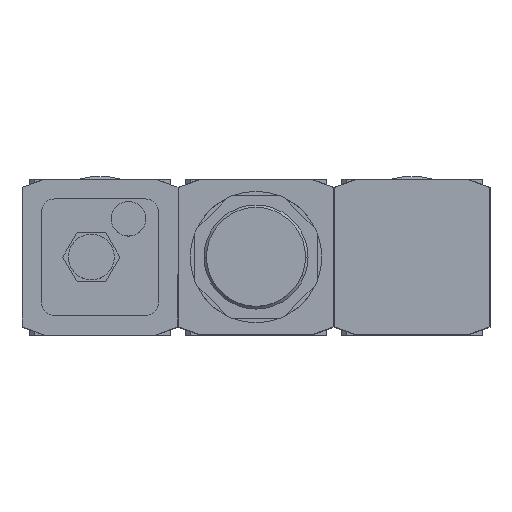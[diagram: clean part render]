
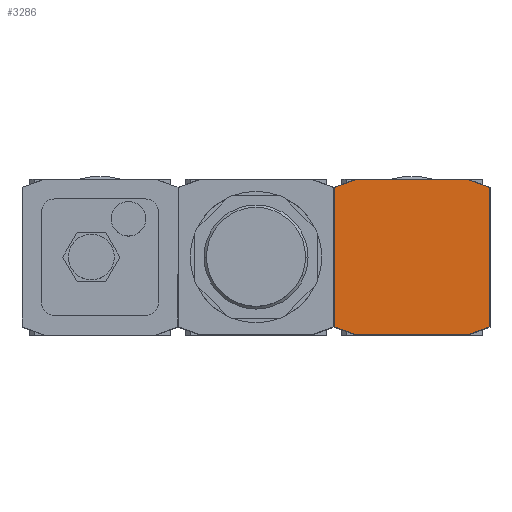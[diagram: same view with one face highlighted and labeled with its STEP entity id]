
A CAD part, top view. The second image highlights one B-rep face of the part: STEP entity #3286.
In plain terms, the highlighted planar face has unit normal (0, 0, 1).
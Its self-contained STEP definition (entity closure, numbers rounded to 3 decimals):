
#3215=CARTESIAN_POINT('',(0.0,0.,56.5));
#3216=DIRECTION('',(0.0,0.0,1.0));
#3217=DIRECTION('',(1.0,0.0,0.0));
#3218=AXIS2_PLACEMENT_3D('',#3215,#3216,#3217);
#3219=PLANE('',#3218);
#3220=CARTESIAN_POINT('',(-31.4,-28.154,56.5));
#3221=VERTEX_POINT('',#3220);
#3222=CARTESIAN_POINT('',(-31.4,28.154,56.5));
#3223=VERTEX_POINT('',#3222);
#3224=CARTESIAN_POINT('',(-31.4,-28.154,56.5));
#3225=DIRECTION('',(0.0,1.0,0.0));
#3226=VECTOR('',#3225,56.308);
#3227=LINE('',#3224,#3226);
#3228=EDGE_CURVE('',#3221,#3223,#3227,.T.);
#3229=ORIENTED_EDGE('',*,*,#3228,.F.);
#3230=CARTESIAN_POINT('',(-22.482,-31.4,56.5));
#3231=VERTEX_POINT('',#3230);
#3232=CARTESIAN_POINT('',(-22.482,-31.4,56.5));
#3233=DIRECTION('',(-0.94,0.342,0.0));
#3234=VECTOR('',#3233,9.49);
#3235=LINE('',#3232,#3234);
#3236=EDGE_CURVE('',#3231,#3221,#3235,.T.);
#3237=ORIENTED_EDGE('',*,*,#3236,.F.);
#3238=CARTESIAN_POINT('',(22.482,-31.4,56.5));
#3239=VERTEX_POINT('',#3238);
#3240=CARTESIAN_POINT('',(22.482,-31.4,56.5));
#3241=DIRECTION('',(-1.0,0.0,0.0));
#3242=VECTOR('',#3241,44.965);
#3243=LINE('',#3240,#3242);
#3244=EDGE_CURVE('',#3239,#3231,#3243,.T.);
#3245=ORIENTED_EDGE('',*,*,#3244,.F.);
#3246=CARTESIAN_POINT('',(31.4,-28.154,56.5));
#3247=VERTEX_POINT('',#3246);
#3248=CARTESIAN_POINT('',(31.4,-28.154,56.5));
#3249=DIRECTION('',(-0.94,-0.342,0.0));
#3250=VECTOR('',#3249,9.49);
#3251=LINE('',#3248,#3250);
#3252=EDGE_CURVE('',#3247,#3239,#3251,.T.);
#3253=ORIENTED_EDGE('',*,*,#3252,.F.);
#3254=CARTESIAN_POINT('',(31.4,28.154,56.5));
#3255=VERTEX_POINT('',#3254);
#3256=CARTESIAN_POINT('',(31.4,28.154,56.5));
#3257=DIRECTION('',(0.0,-1.0,0.0));
#3258=VECTOR('',#3257,56.308);
#3259=LINE('',#3256,#3258);
#3260=EDGE_CURVE('',#3255,#3247,#3259,.T.);
#3261=ORIENTED_EDGE('',*,*,#3260,.F.);
#3262=CARTESIAN_POINT('',(22.482,31.4,56.5));
#3263=VERTEX_POINT('',#3262);
#3264=CARTESIAN_POINT('',(22.482,31.4,56.5));
#3265=DIRECTION('',(0.94,-0.342,0.0));
#3266=VECTOR('',#3265,9.49);
#3267=LINE('',#3264,#3266);
#3268=EDGE_CURVE('',#3263,#3255,#3267,.T.);
#3269=ORIENTED_EDGE('',*,*,#3268,.F.);
#3270=CARTESIAN_POINT('',(-22.482,31.4,56.5));
#3271=VERTEX_POINT('',#3270);
#3272=CARTESIAN_POINT('',(-22.482,31.4,56.5));
#3273=DIRECTION('',(1.0,0.0,0.0));
#3274=VECTOR('',#3273,44.965);
#3275=LINE('',#3272,#3274);
#3276=EDGE_CURVE('',#3271,#3263,#3275,.T.);
#3277=ORIENTED_EDGE('',*,*,#3276,.F.);
#3278=CARTESIAN_POINT('',(-31.4,28.154,56.5));
#3279=DIRECTION('',(0.94,0.342,0.0));
#3280=VECTOR('',#3279,9.49);
#3281=LINE('',#3278,#3280);
#3282=EDGE_CURVE('',#3223,#3271,#3281,.T.);
#3283=ORIENTED_EDGE('',*,*,#3282,.F.);
#3284=EDGE_LOOP('',(#3229,#3237,#3245,#3253,#3261,#3269,#3277,#3283));
#3285=FACE_OUTER_BOUND('',#3284,.T.);
#3286=ADVANCED_FACE('',(#3285),#3219,.T.);
